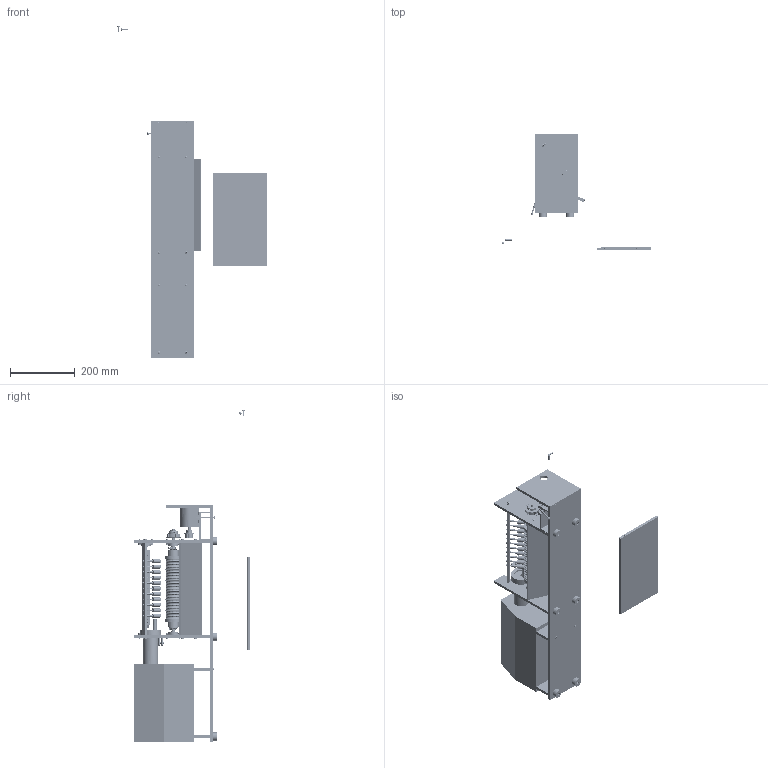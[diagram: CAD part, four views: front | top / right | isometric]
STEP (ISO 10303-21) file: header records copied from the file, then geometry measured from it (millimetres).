
FILE_DESCRIPTION(('FreeCAD Model'),'2;1');
FILE_NAME('Open CASCADE Shape Model','2025-05-09T05:43:08',('FreeCAD'),( 'FreeCAD'),'Open CASCADE STEP processor 7.6','FreeCAD','Unknown');
FILE_SCHEMA(('AUTOMOTIVE_DESIGN { 1 0 10303 214 1 1 1 1 }'));
Products named in the file (1): Open CASCADE STEP translator 7.6 1
Bounding box: 459.36 x 359.29 x 1022.71 mm (x, y, z)
Volume: 4259455.4 mm3; surface area: 1535107.7 mm2
Topology: 190 solids, 190 shells, 3792 faces, 8924 edges, 5613 vertices
Faces by surface type: bspline 3792
Entity records: 150366 total; most frequent: CARTESIAN_POINT 99181, ORIENTED_EDGE 17628, EDGE_CURVE 8814, VERTEX_POINT 5613, FACE_BOUND 4457, EDGE_LOOP 4457, B_SPLINE_CURVE_WITH_KNOTS 4071, ADVANCED_FACE 3792
